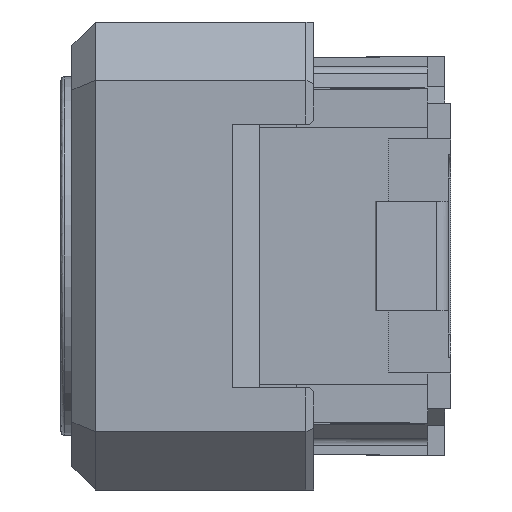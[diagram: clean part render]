
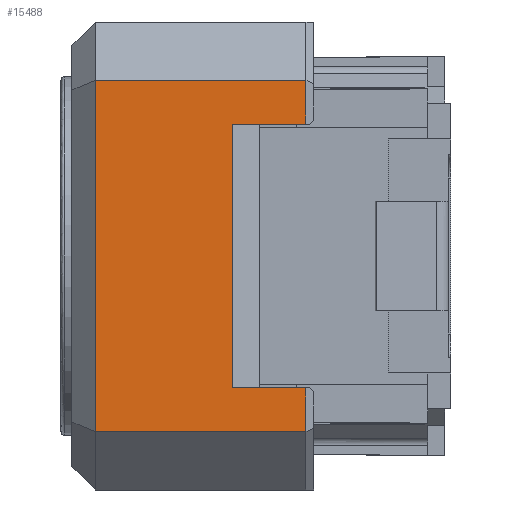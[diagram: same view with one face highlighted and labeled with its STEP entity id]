
A CAD part, left-side view. The second image highlights one B-rep face of the part: STEP entity #15488.
In plain terms, the highlighted planar face has unit normal (-1, 0, 0).
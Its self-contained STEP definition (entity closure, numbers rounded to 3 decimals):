
#10689 = PLANE('',#10690);
#10690 = AXIS2_PLACEMENT_3D('',#10691,#10692,#10693);
#10691 = CARTESIAN_POINT('',(-2.88,-1.24,2.605));
#10692 = DIRECTION('',(-0.707,-0.707,0.));
#10693 = DIRECTION('',(0.707,-0.707,0.));
#10715 = PLANE('',#10716);
#10716 = AXIS2_PLACEMENT_3D('',#10717,#10718,#10719);
#10717 = CARTESIAN_POINT('',(-2.58,-3.092,1.69));
#10718 = DIRECTION('',(0.,0.,1.));
#10719 = DIRECTION('',(1.,0.,-0.));
#10990 = PLANE('',#10991);
#10991 = AXIS2_PLACEMENT_3D('',#10992,#10993,#10994);
#10992 = CARTESIAN_POINT('',(-2.78,-0.54,-2.09));
#10993 = DIRECTION('',(0.866,0.5,0.));
#10994 = DIRECTION('',(-0.5,0.866,0.));
#11018 = PLANE('',#11019);
#11019 = AXIS2_PLACEMENT_3D('',#11020,#11021,#11022);
#11020 = CARTESIAN_POINT('',(-2.58,-3.092,-1.69));
#11021 = DIRECTION('',(0.,0.,-1.));
#11022 = DIRECTION('',(-1.,0.,-0.));
#11180 = PLANE('',#11181);
#11181 = AXIS2_PLACEMENT_3D('',#11182,#11183,#11184);
#11182 = CARTESIAN_POINT('',(-2.88,-1.24,-2.605));
#11183 = DIRECTION('',(-0.707,-0.707,0.));
#11184 = DIRECTION('',(0.707,-0.707,0.));
#12878 = VERTEX_POINT('',#12879);
#12879 = CARTESIAN_POINT('',(-2.98,-1.14,2.253));
#12938 = PLANE('',#12939);
#12939 = AXIS2_PLACEMENT_3D('',#12940,#12941,#12942);
#12940 = CARTESIAN_POINT('',(-2.98,1.96,2.253));
#12941 = DIRECTION('',(0.707,0.,-0.707));
#12942 = DIRECTION('',(-0.707,0.,-0.707));
#13531 = VERTEX_POINT('',#13532);
#13532 = CARTESIAN_POINT('',(-2.98,1.56,2.253));
#13560 = EDGE_CURVE('',#13531,#12878,#13561,.T.);
#13561 = SURFACE_CURVE('',#13562,(#13566,#13573),.PCURVE_S1.);
#13562 = LINE('',#13563,#13564);
#13563 = CARTESIAN_POINT('',(-2.98,1.96,2.253));
#13564 = VECTOR('',#13565,1.);
#13565 = DIRECTION('',(-0.,-1.,-0.));
#13566 = PCURVE('',#12938,#13567);
#13567 = DEFINITIONAL_REPRESENTATION('',(#13568),#13572);
#13568 = LINE('',#13569,#13570);
#13569 = CARTESIAN_POINT('',(0.,0.));
#13570 = VECTOR('',#13571,1.);
#13571 = DIRECTION('',(0.,-1.));
#13572 = ( GEOMETRIC_REPRESENTATION_CONTEXT(2) 
PARAMETRIC_REPRESENTATION_CONTEXT() REPRESENTATION_CONTEXT('2D SPACE',''
  ) );
#13573 = PCURVE('',#13574,#13579);
#13574 = PLANE('',#13575);
#13575 = AXIS2_PLACEMENT_3D('',#13576,#13577,#13578);
#13576 = CARTESIAN_POINT('',(-2.98,1.96,0.));
#13577 = DIRECTION('',(1.,0.,-0.));
#13578 = DIRECTION('',(-0.,0.,-1.));
#13579 = DEFINITIONAL_REPRESENTATION('',(#13580),#13584);
#13580 = LINE('',#13581,#13582);
#13581 = CARTESIAN_POINT('',(-2.253,0.));
#13582 = VECTOR('',#13583,1.);
#13583 = DIRECTION('',(0.,-1.));
#13584 = ( GEOMETRIC_REPRESENTATION_CONTEXT(2) 
PARAMETRIC_REPRESENTATION_CONTEXT() REPRESENTATION_CONTEXT('2D SPACE',''
  ) );
#13614 = EDGE_CURVE('',#12878,#13615,#13617,.T.);
#13615 = VERTEX_POINT('',#13616);
#13616 = CARTESIAN_POINT('',(-2.98,-1.14,1.69));
#13617 = SURFACE_CURVE('',#13618,(#13622,#13629),.PCURVE_S1.);
#13618 = LINE('',#13619,#13620);
#13619 = CARTESIAN_POINT('',(-2.98,-1.14,0.));
#13620 = VECTOR('',#13621,1.);
#13621 = DIRECTION('',(-0.,0.,-1.));
#13622 = PCURVE('',#10689,#13623);
#13623 = DEFINITIONAL_REPRESENTATION('',(#13624),#13628);
#13624 = LINE('',#13625,#13626);
#13625 = CARTESIAN_POINT('',(-0.141,-2.605));
#13626 = VECTOR('',#13627,1.);
#13627 = DIRECTION('',(0.,-1.));
#13628 = ( GEOMETRIC_REPRESENTATION_CONTEXT(2) 
PARAMETRIC_REPRESENTATION_CONTEXT() REPRESENTATION_CONTEXT('2D SPACE',''
  ) );
#13629 = PCURVE('',#13574,#13630);
#13630 = DEFINITIONAL_REPRESENTATION('',(#13631),#13635);
#13631 = LINE('',#13632,#13633);
#13632 = CARTESIAN_POINT('',(-0.,-3.1));
#13633 = VECTOR('',#13634,1.);
#13634 = DIRECTION('',(1.,0.));
#13635 = ( GEOMETRIC_REPRESENTATION_CONTEXT(2) 
PARAMETRIC_REPRESENTATION_CONTEXT() REPRESENTATION_CONTEXT('2D SPACE',''
  ) );
#13666 = EDGE_CURVE('',#13615,#13667,#13669,.T.);
#13667 = VERTEX_POINT('',#13668);
#13668 = CARTESIAN_POINT('',(-2.98,-0.194,1.69));
#13669 = SURFACE_CURVE('',#13670,(#13674,#13681),.PCURVE_S1.);
#13670 = LINE('',#13671,#13672);
#13671 = CARTESIAN_POINT('',(-2.98,1.96,1.69));
#13672 = VECTOR('',#13673,1.);
#13673 = DIRECTION('',(0.,1.,0.));
#13674 = PCURVE('',#10715,#13675);
#13675 = DEFINITIONAL_REPRESENTATION('',(#13676),#13680);
#13676 = LINE('',#13677,#13678);
#13677 = CARTESIAN_POINT('',(-0.4,5.052));
#13678 = VECTOR('',#13679,1.);
#13679 = DIRECTION('',(0.,1.));
#13680 = ( GEOMETRIC_REPRESENTATION_CONTEXT(2) 
PARAMETRIC_REPRESENTATION_CONTEXT() REPRESENTATION_CONTEXT('2D SPACE',''
  ) );
#13681 = PCURVE('',#13574,#13682);
#13682 = DEFINITIONAL_REPRESENTATION('',(#13683),#13687);
#13683 = LINE('',#13684,#13685);
#13684 = CARTESIAN_POINT('',(-1.69,0.));
#13685 = VECTOR('',#13686,1.);
#13686 = DIRECTION('',(0.,1.));
#13687 = ( GEOMETRIC_REPRESENTATION_CONTEXT(2) 
PARAMETRIC_REPRESENTATION_CONTEXT() REPRESENTATION_CONTEXT('2D SPACE',''
  ) );
#13715 = VERTEX_POINT('',#13716);
#13716 = CARTESIAN_POINT('',(-2.98,-0.194,-1.69));
#13739 = EDGE_CURVE('',#13667,#13715,#13740,.T.);
#13740 = SURFACE_CURVE('',#13741,(#13745,#13752),.PCURVE_S1.);
#13741 = LINE('',#13742,#13743);
#13742 = CARTESIAN_POINT('',(-2.98,-0.194,0.));
#13743 = VECTOR('',#13744,1.);
#13744 = DIRECTION('',(-0.,0.,-1.));
#13745 = PCURVE('',#10990,#13746);
#13746 = DEFINITIONAL_REPRESENTATION('',(#13747),#13751);
#13747 = LINE('',#13748,#13749);
#13748 = CARTESIAN_POINT('',(0.4,2.09));
#13749 = VECTOR('',#13750,1.);
#13750 = DIRECTION('',(0.,-1.));
#13751 = ( GEOMETRIC_REPRESENTATION_CONTEXT(2) 
PARAMETRIC_REPRESENTATION_CONTEXT() REPRESENTATION_CONTEXT('2D SPACE',''
  ) );
#13752 = PCURVE('',#13574,#13753);
#13753 = DEFINITIONAL_REPRESENTATION('',(#13754),#13758);
#13754 = LINE('',#13755,#13756);
#13755 = CARTESIAN_POINT('',(-0.,-2.154));
#13756 = VECTOR('',#13757,1.);
#13757 = DIRECTION('',(1.,0.));
#13758 = ( GEOMETRIC_REPRESENTATION_CONTEXT(2) 
PARAMETRIC_REPRESENTATION_CONTEXT() REPRESENTATION_CONTEXT('2D SPACE',''
  ) );
#13765 = EDGE_CURVE('',#13715,#13766,#13768,.T.);
#13766 = VERTEX_POINT('',#13767);
#13767 = CARTESIAN_POINT('',(-2.98,-1.14,-1.69));
#13768 = SURFACE_CURVE('',#13769,(#13773,#13780),.PCURVE_S1.);
#13769 = LINE('',#13770,#13771);
#13770 = CARTESIAN_POINT('',(-2.98,1.96,-1.69));
#13771 = VECTOR('',#13772,1.);
#13772 = DIRECTION('',(-0.,-1.,-0.));
#13773 = PCURVE('',#11018,#13774);
#13774 = DEFINITIONAL_REPRESENTATION('',(#13775),#13779);
#13775 = LINE('',#13776,#13777);
#13776 = CARTESIAN_POINT('',(0.4,5.052));
#13777 = VECTOR('',#13778,1.);
#13778 = DIRECTION('',(0.,-1.));
#13779 = ( GEOMETRIC_REPRESENTATION_CONTEXT(2) 
PARAMETRIC_REPRESENTATION_CONTEXT() REPRESENTATION_CONTEXT('2D SPACE',''
  ) );
#13780 = PCURVE('',#13574,#13781);
#13781 = DEFINITIONAL_REPRESENTATION('',(#13782),#13786);
#13782 = LINE('',#13783,#13784);
#13783 = CARTESIAN_POINT('',(1.69,0.));
#13784 = VECTOR('',#13785,1.);
#13785 = DIRECTION('',(0.,-1.));
#13786 = ( GEOMETRIC_REPRESENTATION_CONTEXT(2) 
PARAMETRIC_REPRESENTATION_CONTEXT() REPRESENTATION_CONTEXT('2D SPACE',''
  ) );
#13837 = EDGE_CURVE('',#13766,#13838,#13840,.T.);
#13838 = VERTEX_POINT('',#13839);
#13839 = CARTESIAN_POINT('',(-2.98,-1.14,-2.253));
#13840 = SURFACE_CURVE('',#13841,(#13845,#13852),.PCURVE_S1.);
#13841 = LINE('',#13842,#13843);
#13842 = CARTESIAN_POINT('',(-2.98,-1.14,0.));
#13843 = VECTOR('',#13844,1.);
#13844 = DIRECTION('',(-0.,0.,-1.));
#13845 = PCURVE('',#11180,#13846);
#13846 = DEFINITIONAL_REPRESENTATION('',(#13847),#13851);
#13847 = LINE('',#13848,#13849);
#13848 = CARTESIAN_POINT('',(-0.141,2.605));
#13849 = VECTOR('',#13850,1.);
#13850 = DIRECTION('',(0.,-1.));
#13851 = ( GEOMETRIC_REPRESENTATION_CONTEXT(2) 
PARAMETRIC_REPRESENTATION_CONTEXT() REPRESENTATION_CONTEXT('2D SPACE',''
  ) );
#13852 = PCURVE('',#13574,#13853);
#13853 = DEFINITIONAL_REPRESENTATION('',(#13854),#13858);
#13854 = LINE('',#13855,#13856);
#13855 = CARTESIAN_POINT('',(-0.,-3.1));
#13856 = VECTOR('',#13857,1.);
#13857 = DIRECTION('',(1.,0.));
#13858 = ( GEOMETRIC_REPRESENTATION_CONTEXT(2) 
PARAMETRIC_REPRESENTATION_CONTEXT() REPRESENTATION_CONTEXT('2D SPACE',''
  ) );
#14477 = PLANE('',#14478);
#14478 = AXIS2_PLACEMENT_3D('',#14479,#14480,#14481);
#14479 = CARTESIAN_POINT('',(-2.98,1.96,-2.253));
#14480 = DIRECTION('',(0.707,0.,0.707));
#14481 = DIRECTION('',(0.707,0.,-0.707));
#14496 = EDGE_CURVE('',#13838,#14497,#14499,.T.);
#14497 = VERTEX_POINT('',#14498);
#14498 = CARTESIAN_POINT('',(-2.98,1.56,-2.253));
#14499 = SURFACE_CURVE('',#14500,(#14504,#14511),.PCURVE_S1.);
#14500 = LINE('',#14501,#14502);
#14501 = CARTESIAN_POINT('',(-2.98,1.96,-2.253));
#14502 = VECTOR('',#14503,1.);
#14503 = DIRECTION('',(0.,1.,0.));
#14504 = PCURVE('',#14477,#14505);
#14505 = DEFINITIONAL_REPRESENTATION('',(#14506),#14510);
#14506 = LINE('',#14507,#14508);
#14507 = CARTESIAN_POINT('',(0.,0.));
#14508 = VECTOR('',#14509,1.);
#14509 = DIRECTION('',(0.,1.));
#14510 = ( GEOMETRIC_REPRESENTATION_CONTEXT(2) 
PARAMETRIC_REPRESENTATION_CONTEXT() REPRESENTATION_CONTEXT('2D SPACE',''
  ) );
#14511 = PCURVE('',#13574,#14512);
#14512 = DEFINITIONAL_REPRESENTATION('',(#14513),#14517);
#14513 = LINE('',#14514,#14515);
#14514 = CARTESIAN_POINT('',(2.253,0.));
#14515 = VECTOR('',#14516,1.);
#14516 = DIRECTION('',(0.,1.));
#14517 = ( GEOMETRIC_REPRESENTATION_CONTEXT(2) 
PARAMETRIC_REPRESENTATION_CONTEXT() REPRESENTATION_CONTEXT('2D SPACE',''
  ) );
#15488 = ADVANCED_FACE('',(#15489),#13574,.F.);
#15489 = FACE_BOUND('',#15490,.T.);
#15490 = EDGE_LOOP('',(#15491,#15492,#15493,#15494,#15495,#15496,#15497,
    #15523));
#15491 = ORIENTED_EDGE('',*,*,#13837,.F.);
#15492 = ORIENTED_EDGE('',*,*,#13765,.F.);
#15493 = ORIENTED_EDGE('',*,*,#13739,.F.);
#15494 = ORIENTED_EDGE('',*,*,#13666,.F.);
#15495 = ORIENTED_EDGE('',*,*,#13614,.F.);
#15496 = ORIENTED_EDGE('',*,*,#13560,.F.);
#15497 = ORIENTED_EDGE('',*,*,#15498,.T.);
#15498 = EDGE_CURVE('',#13531,#14497,#15499,.T.);
#15499 = SURFACE_CURVE('',#15500,(#15504,#15511),.PCURVE_S1.);
#15500 = LINE('',#15501,#15502);
#15501 = CARTESIAN_POINT('',(-2.98,1.56,0.));
#15502 = VECTOR('',#15503,1.);
#15503 = DIRECTION('',(0.,-0.,-1.));
#15504 = PCURVE('',#13574,#15505);
#15505 = DEFINITIONAL_REPRESENTATION('',(#15506),#15510);
#15506 = LINE('',#15507,#15508);
#15507 = CARTESIAN_POINT('',(-0.,-0.4));
#15508 = VECTOR('',#15509,1.);
#15509 = DIRECTION('',(1.,0.));
#15510 = ( GEOMETRIC_REPRESENTATION_CONTEXT(2) 
PARAMETRIC_REPRESENTATION_CONTEXT() REPRESENTATION_CONTEXT('2D SPACE',''
  ) );
#15511 = PCURVE('',#15512,#15517);
#15512 = PLANE('',#15513);
#15513 = AXIS2_PLACEMENT_3D('',#15514,#15515,#15516);
#15514 = CARTESIAN_POINT('',(-2.68,1.86,0.));
#15515 = DIRECTION('',(0.707,-0.707,0.));
#15516 = DIRECTION('',(0.707,0.707,0.));
#15517 = DEFINITIONAL_REPRESENTATION('',(#15518),#15522);
#15518 = LINE('',#15519,#15520);
#15519 = CARTESIAN_POINT('',(-0.424,0.));
#15520 = VECTOR('',#15521,1.);
#15521 = DIRECTION('',(0.,-1.));
#15522 = ( GEOMETRIC_REPRESENTATION_CONTEXT(2) 
PARAMETRIC_REPRESENTATION_CONTEXT() REPRESENTATION_CONTEXT('2D SPACE',''
  ) );
#15523 = ORIENTED_EDGE('',*,*,#14496,.F.);
